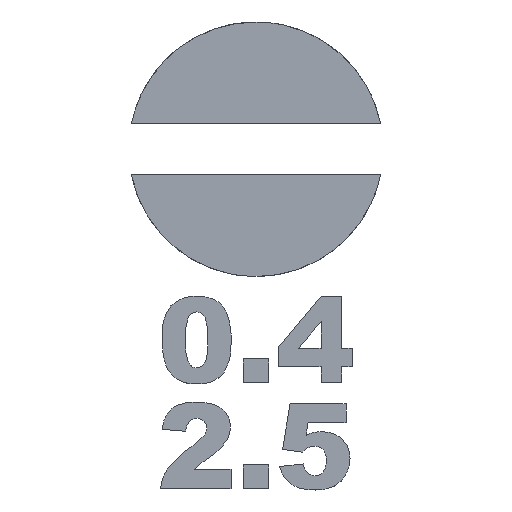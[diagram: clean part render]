
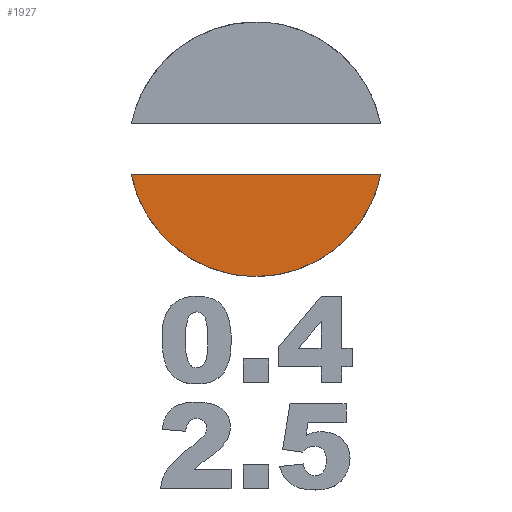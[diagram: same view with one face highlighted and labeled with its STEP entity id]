
A CAD part, top view. The second image highlights one B-rep face of the part: STEP entity #1927.
In plain terms, the highlighted planar face has unit normal (0, 0, 1).
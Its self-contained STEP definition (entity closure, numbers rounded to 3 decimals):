
#214=PLANE('',#2058);
#269=FACE_OUTER_BOUND('',#383,.T.);
#383=EDGE_LOOP('',(#1357,#1358,#1359));
#501=LINE('',#2466,#669);
#669=VECTOR('',#2123,10.);
#833=(
BOUNDED_CURVE()
B_SPLINE_CURVE(3,(#2434,#2435,#2436,#2437),.UNSPECIFIED.,.F.,.F.)
B_SPLINE_CURVE_WITH_KNOTS((4,4),(0.,1.),.UNSPECIFIED.)
CURVE()
GEOMETRIC_REPRESENTATION_ITEM()
RATIONAL_B_SPLINE_CURVE((1.,1.,1.,1.))
REPRESENTATION_ITEM('')
);
#835=(
BOUNDED_CURVE()
B_SPLINE_CURVE(3,(#2455,#2456,#2457,#2458),.UNSPECIFIED.,.F.,.F.)
B_SPLINE_CURVE_WITH_KNOTS((4,4),(0.,1.),.UNSPECIFIED.)
CURVE()
GEOMETRIC_REPRESENTATION_ITEM()
RATIONAL_B_SPLINE_CURVE((1.,1.,1.,1.))
REPRESENTATION_ITEM('')
);
#843=VERTEX_POINT('',#2432);
#844=VERTEX_POINT('',#2433);
#847=VERTEX_POINT('',#2454);
#1042=EDGE_CURVE('',#843,#844,#833,.T.);
#1046=EDGE_CURVE('',#844,#847,#835,.T.);
#1049=EDGE_CURVE('',#847,#843,#501,.T.);
#1357=ORIENTED_EDGE('',*,*,#1049,.T.);
#1358=ORIENTED_EDGE('',*,*,#1042,.T.);
#1359=ORIENTED_EDGE('',*,*,#1046,.T.);
#1927=ADVANCED_FACE('',(#269),#214,.T.);
#2058=AXIS2_PLACEMENT_3D('',#2468,#2125,#2126);
#2123=DIRECTION('',(-1.,0.,0.));
#2125=DIRECTION('center_axis',(0.,0.,1.));
#2126=DIRECTION('ref_axis',(-1.,0.,0.));
#2432=CARTESIAN_POINT('',(124.124,-155.205,0.));
#2433=CARTESIAN_POINT('',(130.002,-160.,0.));
#2434=CARTESIAN_POINT('Ctrl Pts',(124.124,-155.205,0.));
#2435=CARTESIAN_POINT('Ctrl Pts',(124.682,-157.941,0.));
#2436=CARTESIAN_POINT('Ctrl Pts',(127.102,-160.,0.));
#2437=CARTESIAN_POINT('Ctrl Pts',(130.002,-160.,0.));
#2454=CARTESIAN_POINT('',(135.881,-155.205,0.));
#2455=CARTESIAN_POINT('Ctrl Pts',(130.002,-160.,0.));
#2456=CARTESIAN_POINT('Ctrl Pts',(132.904,-160.,0.));
#2457=CARTESIAN_POINT('Ctrl Pts',(135.324,-157.941,0.));
#2458=CARTESIAN_POINT('Ctrl Pts',(135.881,-155.205,0.));
#2466=CARTESIAN_POINT('',(135.881,-155.205,0.));
#2468=CARTESIAN_POINT('Origin',(130.002,-157.602,0.));
